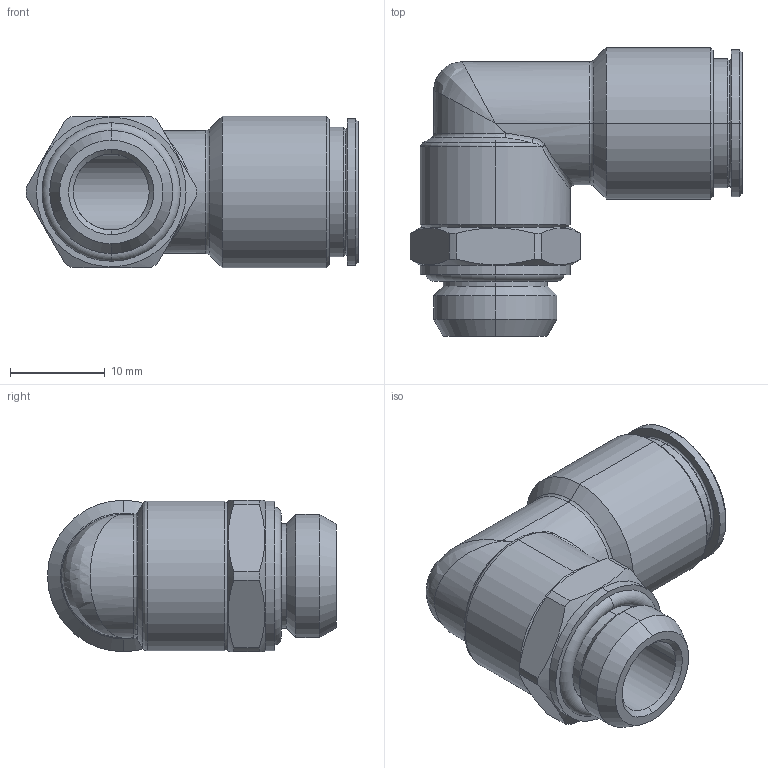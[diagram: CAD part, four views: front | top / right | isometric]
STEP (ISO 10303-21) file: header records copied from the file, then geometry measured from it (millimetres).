
FILE_DESCRIPTION (( 'STEP AP203' ), '1' );
FILE_NAME ('X0060052.STEP', '2016-12-07T08:53:39', ( '' ), ( '' ), 'SwSTEP 2.0', 'SolidWorks 2015', '' );
FILE_SCHEMA (( 'CONFIG_CONTROL_DESIGN' ));
Length unit declared in the file: millimetre
Products named in the file (1): X0060052
Bounding box: 35.05 x 30.5 x 16 mm (x, y, z)
Volume: 5129.9 mm3; surface area: 4050.6 mm2
Topology: 1 solids, 1 shells, 97 faces, 222 edges, 128 vertices
Faces by surface type: cylinder 31, cone 25, torus 15, plane 14, bspline 8, sphere 4
Entity records: 3261 total; most frequent: CARTESIAN_POINT 1040, DIRECTION 484, ORIENTED_EDGE 436, EDGE_CURVE 218, AXIS2_PLACEMENT_3D 212, VERTEX_POINT 128, CIRCLE 122, EDGE_LOOP 104
